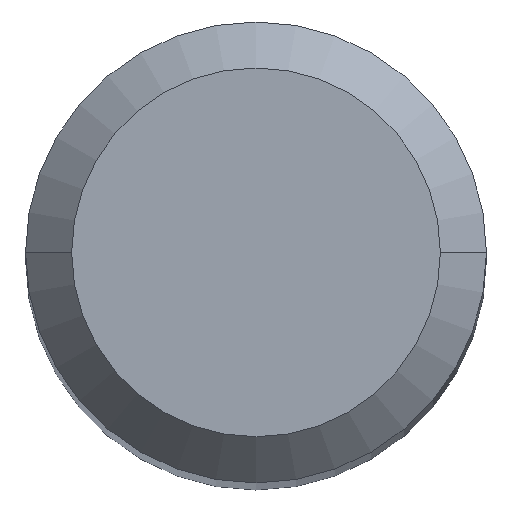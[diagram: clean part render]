
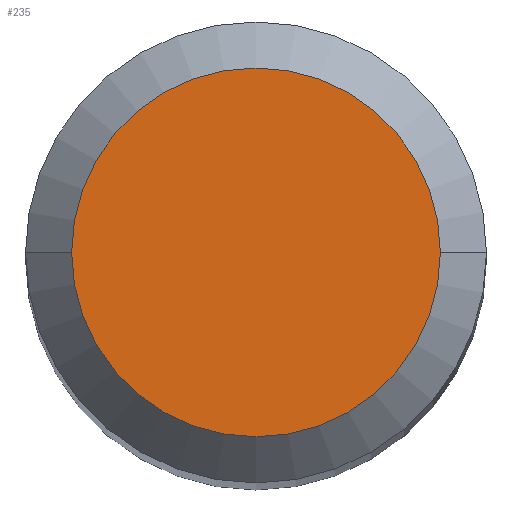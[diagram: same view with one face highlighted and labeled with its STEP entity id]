
A CAD part, top view. The second image highlights one B-rep face of the part: STEP entity #235.
In plain terms, the highlighted planar face has unit normal (0, 0, 1).
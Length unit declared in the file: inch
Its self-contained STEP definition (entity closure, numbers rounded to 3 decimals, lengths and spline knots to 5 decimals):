
#28 = VERTEX_POINT ( 'NONE', #294 ) ;
#55 = CIRCLE ( 'NONE', #63, 0.04724 ) ;
#60 = DIRECTION ( 'NONE',  ( 1., 0., 0. ) ) ;
#63 = AXIS2_PLACEMENT_3D ( 'NONE', #232, #384, #193 ) ;
#82 = DIRECTION ( 'NONE',  ( -1., 0., 0. ) ) ;
#107 = ORIENTED_EDGE ( 'NONE', *, *, #256, .T. ) ;
#110 = AXIS2_PLACEMENT_3D ( 'NONE', #175, #290, #60 ) ;
#145 = CARTESIAN_POINT ( 'NONE',  ( -0.04724, 0., 0. ) ) ;
#175 = CARTESIAN_POINT ( 'NONE',  ( 0., 0., 0. ) ) ;
#193 = DIRECTION ( 'NONE',  ( 1., 0., 0. ) ) ;
#232 = CARTESIAN_POINT ( 'NONE',  ( 0., 0., 0. ) ) ;
#235 = ADVANCED_FACE ( 'NONE', ( #312 ), #272, .F. ) ;
#238 = CARTESIAN_POINT ( 'NONE',  ( 0., 0., 0. ) ) ;
#256 = EDGE_CURVE ( 'NONE', #28, #470, #55, .T. ) ;
#272 = PLANE ( 'NONE',  #275 ) ;
#275 = AXIS2_PLACEMENT_3D ( 'NONE', #238, #392, #82 ) ;
#286 = ORIENTED_EDGE ( 'NONE', *, *, #410, .T. ) ;
#290 = DIRECTION ( 'NONE',  ( 0., 0., 1. ) ) ;
#294 = CARTESIAN_POINT ( 'NONE',  ( 0.04724, 0., 0. ) ) ;
#312 = FACE_OUTER_BOUND ( 'NONE', #402, .T. ) ;
#384 = DIRECTION ( 'NONE',  ( 0., 0., 1. ) ) ;
#392 = DIRECTION ( 'NONE',  ( 0., 0., -1. ) ) ;
#402 = EDGE_LOOP ( 'NONE', ( #286, #107 ) ) ;
#407 = CIRCLE ( 'NONE', #110, 0.04724 ) ;
#410 = EDGE_CURVE ( 'NONE', #470, #28, #407, .T. ) ;
#470 = VERTEX_POINT ( 'NONE', #145 ) ;
